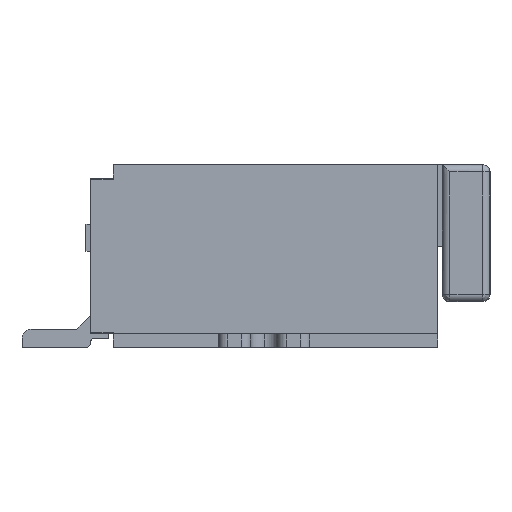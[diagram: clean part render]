
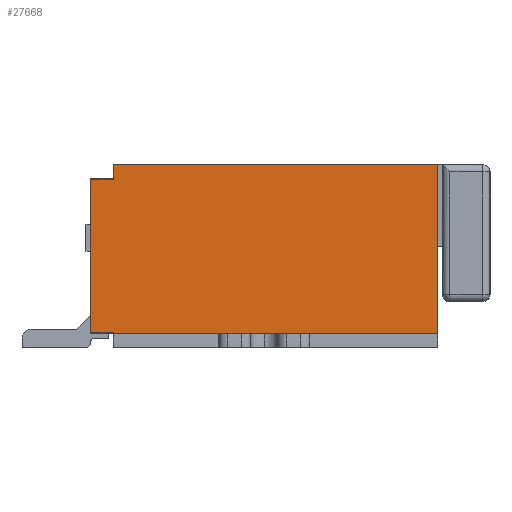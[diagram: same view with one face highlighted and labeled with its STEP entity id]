
A CAD part, left-side view. The second image highlights one B-rep face of the part: STEP entity #27668.
In plain terms, the highlighted planar face has unit normal (-1, 0, 0).
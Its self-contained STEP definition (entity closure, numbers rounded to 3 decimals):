
#486 = VECTOR ( 'NONE', #33637, 1000. ) ;
#1314 = CARTESIAN_POINT ( 'NONE',  ( -7.7, 0.36, 0. ) ) ;
#2512 = EDGE_LOOP ( 'NONE', ( #28266, #18995, #3480, #34672, #45086, #13403, #34663, #5774 ) ) ;
#3480 = ORIENTED_EDGE ( 'NONE', *, *, #13034, .T. ) ;
#4757 = EDGE_CURVE ( 'NONE', #45517, #17162, #15534, .T. ) ;
#4878 = LINE ( 'NONE', #48237, #49162 ) ;
#5774 = ORIENTED_EDGE ( 'NONE', *, *, #18701, .F. ) ;
#6140 = VECTOR ( 'NONE', #42952, 1000. ) ;
#9004 = CARTESIAN_POINT ( 'NONE',  ( -7.7, 0.61, 0. ) ) ;
#10282 = DIRECTION ( 'NONE',  ( 0., -1., 0. ) ) ;
#10308 = PLANE ( 'NONE',  #32232 ) ;
#10386 = VECTOR ( 'NONE', #22323, 1000. ) ;
#11659 = CARTESIAN_POINT ( 'NONE',  ( -7.7, 0.985, 1.84 ) ) ;
#13034 = EDGE_CURVE ( 'NONE', #31950, #31686, #35842, .T. ) ;
#13403 = ORIENTED_EDGE ( 'NONE', *, *, #21415, .F. ) ;
#14721 = CARTESIAN_POINT ( 'NONE',  ( -7.7, 0.36, 2. ) ) ;
#14737 = LINE ( 'NONE', #18566, #24245 ) ;
#14970 = CARTESIAN_POINT ( 'NONE',  ( -7.7, 0.36, 0.16 ) ) ;
#15258 = EDGE_CURVE ( 'NONE', #38404, #31686, #23296, .T. ) ;
#15534 = LINE ( 'NONE', #11659, #52314 ) ;
#17162 = VERTEX_POINT ( 'NONE', #51054 ) ;
#18299 = VECTOR ( 'NONE', #32429, 1000. ) ;
#18566 = CARTESIAN_POINT ( 'NONE',  ( -7.7, 0.985, 0.15 ) ) ;
#18653 = LINE ( 'NONE', #9004, #24950 ) ;
#18701 = EDGE_CURVE ( 'NONE', #45517, #40393, #26196, .T. ) ;
#18995 = ORIENTED_EDGE ( 'NONE', *, *, #42342, .T. ) ;
#19703 = CARTESIAN_POINT ( 'NONE',  ( -7.7, -3.19, 2. ) ) ;
#21415 = EDGE_CURVE ( 'NONE', #33247, #31688, #44915, .T. ) ;
#22323 = DIRECTION ( 'NONE',  ( 0., 0., 1. ) ) ;
#23296 = LINE ( 'NONE', #1314, #486 ) ;
#23773 = CARTESIAN_POINT ( 'NONE',  ( -7.7, 0.36, 0.16 ) ) ;
#24245 = VECTOR ( 'NONE', #10282, 1000. ) ;
#24891 = CARTESIAN_POINT ( 'NONE',  ( -7.7, 0.36, 0.15 ) ) ;
#24950 = VECTOR ( 'NONE', #37060, 1000. ) ;
#26196 = LINE ( 'NONE', #34446, #10386 ) ;
#27668 = ADVANCED_FACE ( 'NONE', ( #40748 ), #10308, .T. ) ;
#28266 = ORIENTED_EDGE ( 'NONE', *, *, #4757, .T. ) ;
#31686 = VERTEX_POINT ( 'NONE', #23773 ) ;
#31688 = VERTEX_POINT ( 'NONE', #32194 ) ;
#31950 = VERTEX_POINT ( 'NONE', #50265 ) ;
#32194 = CARTESIAN_POINT ( 'NONE',  ( -7.7, -3.19, 0.15 ) ) ;
#32232 = AXIS2_PLACEMENT_3D ( 'NONE', #42689, #37866, #41998 ) ;
#32429 = DIRECTION ( 'NONE',  ( 0., 0., -1. ) ) ;
#32796 = EDGE_CURVE ( 'NONE', #33247, #40393, #4878, .T. ) ;
#33247 = VERTEX_POINT ( 'NONE', #19703 ) ;
#33637 = DIRECTION ( 'NONE',  ( 0., 0., 1. ) ) ;
#34446 = CARTESIAN_POINT ( 'NONE',  ( -7.7, 0.36, 0. ) ) ;
#34663 = ORIENTED_EDGE ( 'NONE', *, *, #32796, .T. ) ;
#34672 = ORIENTED_EDGE ( 'NONE', *, *, #15258, .F. ) ;
#35842 = LINE ( 'NONE', #14970, #6140 ) ;
#37060 = DIRECTION ( 'NONE',  ( 0., 0., -1. ) ) ;
#37866 = DIRECTION ( 'NONE',  ( -1., 0., 0. ) ) ;
#38404 = VERTEX_POINT ( 'NONE', #24891 ) ;
#40393 = VERTEX_POINT ( 'NONE', #14721 ) ;
#40748 = FACE_OUTER_BOUND ( 'NONE', #2512, .T. ) ;
#41998 = DIRECTION ( 'NONE',  ( 0., -1., 0. ) ) ;
#42342 = EDGE_CURVE ( 'NONE', #17162, #31950, #18653, .T. ) ;
#42689 = CARTESIAN_POINT ( 'NONE',  ( -7.7, 0.985, 0. ) ) ;
#42952 = DIRECTION ( 'NONE',  ( 0., -1., 0. ) ) ;
#43897 = EDGE_CURVE ( 'NONE', #38404, #31688, #14737, .T. ) ;
#44706 = CARTESIAN_POINT ( 'NONE',  ( -7.7, -3.19, 0. ) ) ;
#44915 = LINE ( 'NONE', #44706, #18299 ) ;
#45086 = ORIENTED_EDGE ( 'NONE', *, *, #43897, .T. ) ;
#45517 = VERTEX_POINT ( 'NONE', #52054 ) ;
#48237 = CARTESIAN_POINT ( 'NONE',  ( -7.7, 0.985, 2. ) ) ;
#48415 = DIRECTION ( 'NONE',  ( 0., 1., 0. ) ) ;
#49162 = VECTOR ( 'NONE', #48415, 1000. ) ;
#50265 = CARTESIAN_POINT ( 'NONE',  ( -7.7, 0.61, 0.16 ) ) ;
#51054 = CARTESIAN_POINT ( 'NONE',  ( -7.7, 0.61, 1.84 ) ) ;
#52054 = CARTESIAN_POINT ( 'NONE',  ( -7.7, 0.36, 1.84 ) ) ;
#52314 = VECTOR ( 'NONE', #52557, 1000. ) ;
#52557 = DIRECTION ( 'NONE',  ( 0., 1., 0. ) ) ;
